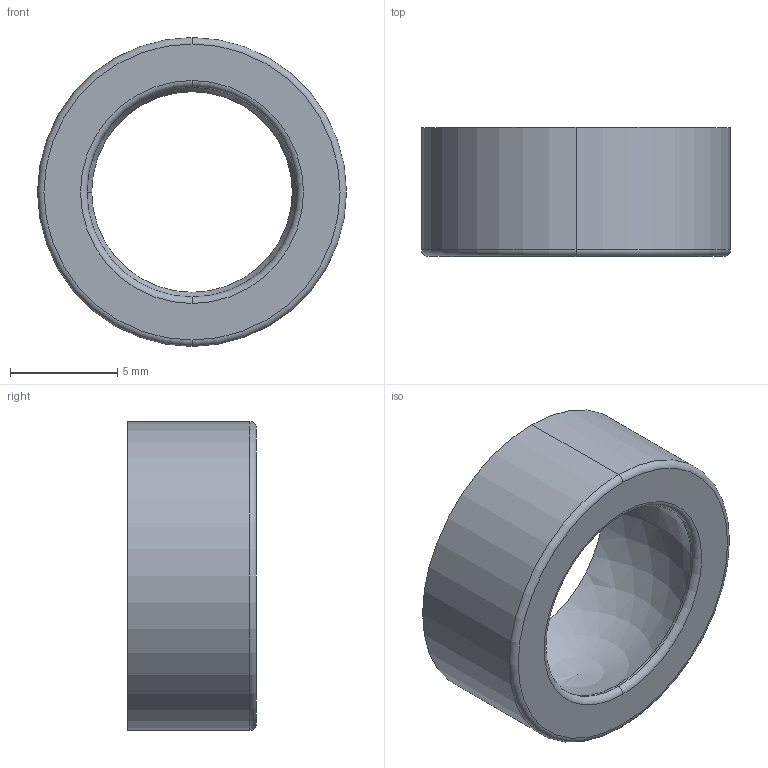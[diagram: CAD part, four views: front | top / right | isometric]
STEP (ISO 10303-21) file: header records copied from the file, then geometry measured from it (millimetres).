
FILE_DESCRIPTION (( 'STEP AP203' ), '1' );
FILE_NAME ('Ball Washer HS_Default_sldprt.STEP', '2025-06-13T12:08:47', ( '' ), ( '' ), 'SwSTEP 2.0', 'SolidWorks 2022', '' );
FILE_SCHEMA (( 'CONFIG_CONTROL_DESIGN' ));
Length unit declared in the file: millimetre
Products named in the file (1): Ball Washer HS_Default_sldprt
Bounding box: 14.4 x 6 x 14.4 mm (x, y, z)
Volume: 449.4 mm3; surface area: 651.2 mm2
Topology: 1 solids, 1 shells, 12 faces, 31 edges, 19 vertices
Faces by surface type: torus 6, cylinder 2, sphere 2, plane 2
Entity records: 423 total; most frequent: DIRECTION 76, CARTESIAN_POINT 55, ORIENTED_EDGE 52, AXIS2_PLACEMENT_3D 37, EDGE_CURVE 26, CIRCLE 24, VERTEX_POINT 16, EDGE_LOOP 14
